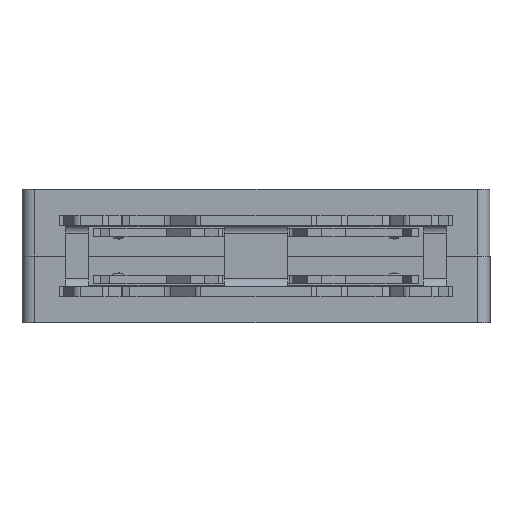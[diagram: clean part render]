
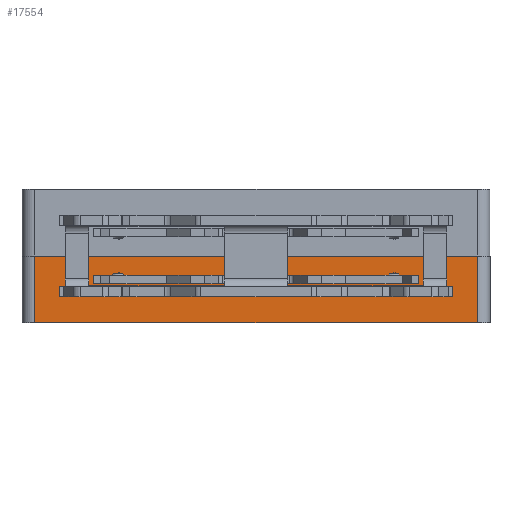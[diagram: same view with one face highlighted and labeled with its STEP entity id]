
A CAD part, front view. The second image highlights one B-rep face of the part: STEP entity #17554.
In plain terms, the highlighted planar face has unit normal (0, -1, 0).
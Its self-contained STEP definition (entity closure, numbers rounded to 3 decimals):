
#15699=DIRECTION('',(1.,0.,0.));
#15700=VECTOR('',#15699,53.);
#15701=CARTESIAN_POINT('',(-26.5,13.3,0.));
#15702=LINE('',#15701,#15700);
#15706=DIRECTION('',(-1.,0.,0.));
#15707=VECTOR('',#15706,53.);
#15708=CARTESIAN_POINT('',(26.5,13.3,-8.));
#15709=LINE('',#15708,#15707);
#16435=DIRECTION('',(0.,0.,-1.));
#16436=VECTOR('',#16435,8.);
#16437=CARTESIAN_POINT('',(-26.5,13.3,0.));
#16438=LINE('',#16437,#16436);
#17089=DIRECTION('',(0.,0.,1.));
#17090=VECTOR('',#17089,8.);
#17091=CARTESIAN_POINT('',(26.5,13.3,-8.));
#17092=LINE('',#17091,#17090);
#17251=CARTESIAN_POINT('',(-26.5,13.3,0.));
#17252=CARTESIAN_POINT('',(26.5,13.3,0.));
#17253=VERTEX_POINT('',#17251);
#17254=VERTEX_POINT('',#17252);
#17255=CARTESIAN_POINT('',(26.5,13.3,-8.));
#17256=VERTEX_POINT('',#17255);
#17257=CARTESIAN_POINT('',(-26.5,13.3,-8.));
#17258=VERTEX_POINT('',#17257);
#17539=CARTESIAN_POINT('',(-19.85,13.3,0.));
#17540=DIRECTION('',(0.,-1.,0.));
#17541=DIRECTION('',(-1.,0.,0.));
#17542=AXIS2_PLACEMENT_3D('',#17539,#17540,#17541);
#17543=PLANE('',#17542);
#17545=ORIENTED_EDGE('',*,*,#17544,.T.);
#17547=ORIENTED_EDGE('',*,*,#17546,.F.);
#17549=ORIENTED_EDGE('',*,*,#17548,.T.);
#17551=ORIENTED_EDGE('',*,*,#17550,.F.);
#17552=EDGE_LOOP('',(#17545,#17547,#17549,#17551));
#17553=FACE_OUTER_BOUND('',#17552,.F.);
#17544=EDGE_CURVE('',#17253,#17254,#15702,.T.);
#17546=EDGE_CURVE('',#17256,#17254,#17092,.T.);
#17548=EDGE_CURVE('',#17256,#17258,#15709,.T.);
#17550=EDGE_CURVE('',#17253,#17258,#16438,.T.);
#17554=ADVANCED_FACE('',(#17553),#17543,.T.);
